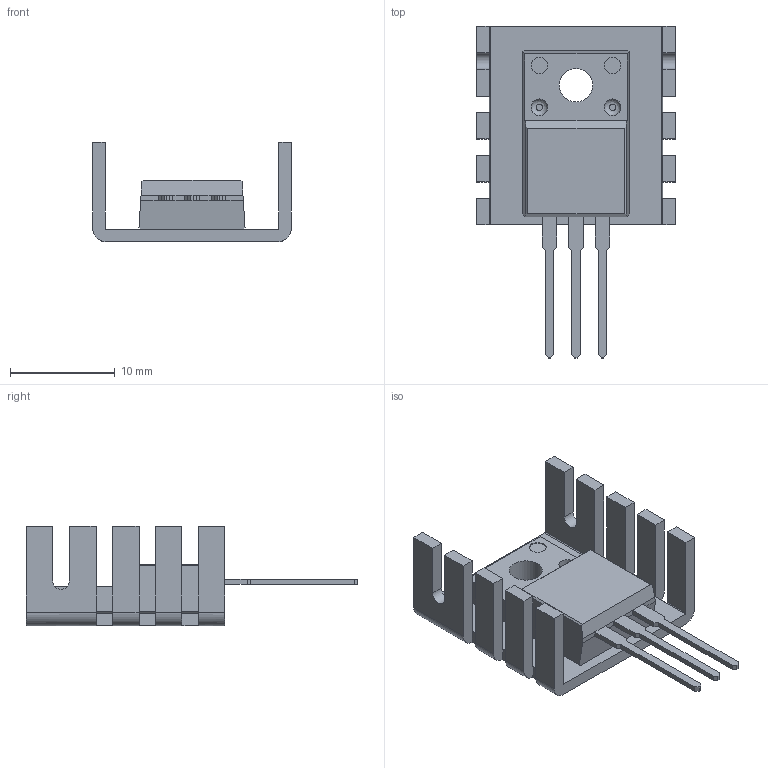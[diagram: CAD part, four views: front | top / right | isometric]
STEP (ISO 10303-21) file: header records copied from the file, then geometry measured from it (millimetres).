
FILE_DESCRIPTION(/* description */ (''),/* implementation_level */ '2;1');
FILE_NAME(/* name */ 'TO-220F.step',/* time_stamp */ '2021-09-26T16:25:40+02:00',/* author */ (''),/* organization */ (''),/* preprocessor_version */ 'ST-DEVELOPER v18.1',/* originating_system */ 'Autodesk Translation Framework v10.10.0.1391',/* authorisation */ '');
FILE_SCHEMA (('AUTOMOTIVE_DESIGN { 1 0 10303 214 3 1 1 }'));
Length unit declared in the file: millimetre
Products named in the file (3): (Unsaved); Component1; Component2
Assembly tree (2 placements, depth 2):
  (Unsaved)
    Component1
    Component2
Bounding box: 19 x 31.73 x 9.52 mm (x, y, z)
Volume: 1232.1 mm3; surface area: 2041.5 mm2
Topology: 2 solids, 2 shells, 121 faces, 326 edges, 213 vertices
Faces by surface type: plane 107, cylinder 12, bspline 2
Full cylindrical faces by diameter (mm): 1.6 x4, 3.18 x1, 3.86 x1
Entity records: 3942 total; most frequent: CARTESIAN_POINT 717, ORIENTED_EDGE 652, DIRECTION 627, EDGE_CURVE 326, LINE 273, VECTOR 273, VERTEX_POINT 213, AXIS2_PLACEMENT_3D 177
